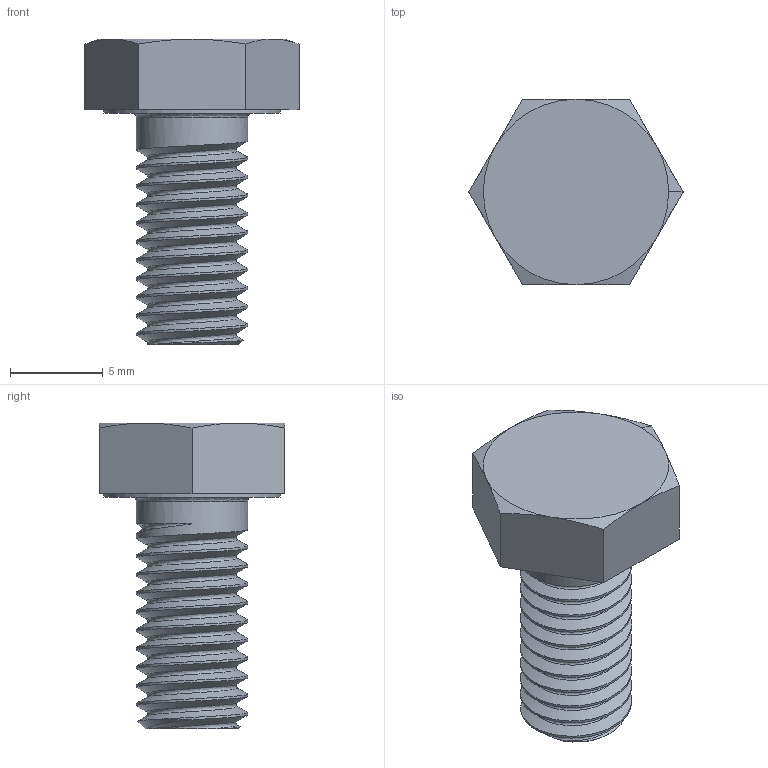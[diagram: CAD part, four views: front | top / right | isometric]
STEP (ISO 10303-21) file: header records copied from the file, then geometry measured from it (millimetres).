
FILE_DESCRIPTION(('FreeCAD Model'),'2;1');
FILE_NAME('Open CASCADE Shape Model','2022-12-01T21:43:40',(''),(''), 'Open CASCADE STEP processor 7.6','FreeCAD','Unknown');
FILE_SCHEMA(('AUTOMOTIVE_DESIGN { 1 0 10303 214 1 1 1 1 }'));
Length unit declared in the file: millimetre
Products named in the file (1): M6x12-Screw
Bounding box: 11.55 x 10 x 16.5 mm (x, y, z)
Volume: 636.2 mm3; surface area: 634.7 mm2
Topology: 1 solids, 1 shells, 68 faces, 163 edges, 99 vertices
Faces by surface type: bspline 36, cylinder 12, plane 10, cone 9, revolution 1
Full cylindrical faces by diameter (mm): 6 x10, 9.5 x1
Entity records: 11039 total; most frequent: CARTESIAN_POINT 8396, ORIENTED_EDGE 326, PCURVE 326, DEFINITIONAL_REPRESENTATION 326, DIRECTION 278, B_SPLINE_CURVE_WITH_KNOTS 271, EDGE_CURVE 163, SURFACE_CURVE 160
